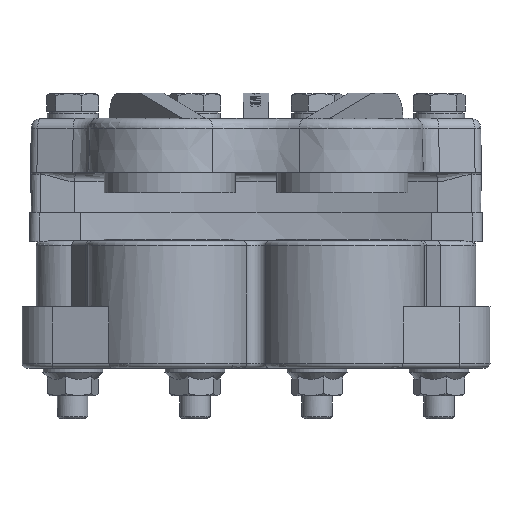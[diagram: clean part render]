
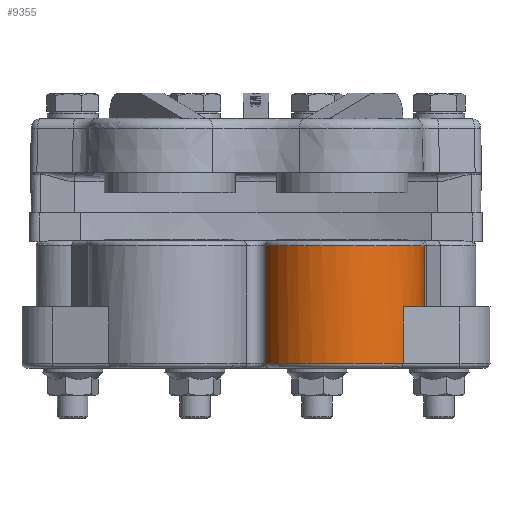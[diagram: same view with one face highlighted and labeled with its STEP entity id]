
A CAD part, front view. The second image highlights one B-rep face of the part: STEP entity #9355.
In plain terms, the highlighted cylindrical face has radius 25.4 mm (diameter 50.8 mm), a partial arc.
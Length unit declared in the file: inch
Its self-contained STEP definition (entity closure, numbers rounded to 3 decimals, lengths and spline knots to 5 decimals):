
#322 = DIRECTION ( 'NONE',  ( 0., 0., -1. ) ) ;
#2224 = DIRECTION ( 'NONE',  ( 0., 1., 0. ) ) ;
#4167 = LINE ( 'NONE', #17013, #25606 ) ;
#4275 = VERTEX_POINT ( 'NONE', #31475 ) ;
#6874 = CIRCLE ( 'NONE', #31028, 1. ) ;
#6933 = CARTESIAN_POINT ( 'NONE',  ( 1.43004, -2.51036, -0.81 ) ) ;
#7649 = EDGE_LOOP ( 'NONE', ( #41135, #11609, #36362, #27523, #28872, #28459 ) ) ;
#9202 = EDGE_CURVE ( 'NONE', #19063, #4275, #16860, .T. ) ;
#9355 = ADVANCED_FACE ( 'NONE', ( #25000 ), #15544, .T. ) ;
#9462 = EDGE_CURVE ( 'NONE', #37592, #4275, #37829, .T. ) ;
#10016 = CARTESIAN_POINT ( 'NONE',  ( 1.688, -1.84, -0.06 ) ) ;
#11053 = CARTESIAN_POINT ( 'NONE',  ( 0.688, -1.84, -0.81 ) ) ;
#11609 = ORIENTED_EDGE ( 'NONE', *, *, #19703, .T. ) ;
#13113 = EDGE_CURVE ( 'NONE', #36185, #19063, #23305, .T. ) ;
#14037 = DIRECTION ( 'NONE',  ( 0., 0., -1. ) ) ;
#14694 = CARTESIAN_POINT ( 'NONE',  ( -0.26111, -2.15495, -1.502 ) ) ;
#15544 = CYLINDRICAL_SURFACE ( 'NONE', #34977, 1. ) ;
#15768 = CARTESIAN_POINT ( 'NONE',  ( 0.688, -1.84, 0. ) ) ;
#16146 = DIRECTION ( 'NONE',  ( 0., 0., -1. ) ) ;
#16860 = CIRCLE ( 'NONE', #34314, 1. ) ;
#17013 = CARTESIAN_POINT ( 'NONE',  ( 1.688, -1.84, 0. ) ) ;
#17375 = VERTEX_POINT ( 'NONE', #30921 ) ;
#17563 = AXIS2_PLACEMENT_3D ( 'NONE', #11053, #33742, #2224 ) ;
#19063 = VERTEX_POINT ( 'NONE', #14694 ) ;
#19263 = DIRECTION ( 'NONE',  ( 0., 1., 0. ) ) ;
#19607 = DIRECTION ( 'NONE',  ( 0., 0., 1. ) ) ;
#19703 = EDGE_CURVE ( 'NONE', #40296, #36185, #6874, .T. ) ;
#20157 = CARTESIAN_POINT ( 'NONE',  ( -0.26111, -2.15495, 0. ) ) ;
#20922 = CIRCLE ( 'NONE', #17563, 1. ) ;
#21854 = CARTESIAN_POINT ( 'NONE',  ( 1.43004, -2.51036, 0. ) ) ;
#23305 = LINE ( 'NONE', #20157, #24791 ) ;
#24791 = VECTOR ( 'NONE', #32149, 39.37008 ) ;
#25000 = FACE_OUTER_BOUND ( 'NONE', #7649, .T. ) ;
#25396 = DIRECTION ( 'NONE',  ( 0., -1., 0. ) ) ;
#25606 = VECTOR ( 'NONE', #14037, 39.37008 ) ;
#25777 = CARTESIAN_POINT ( 'NONE',  ( 0.688, -1.84, -0.06 ) ) ;
#26916 = VECTOR ( 'NONE', #34664, 39.37008 ) ;
#27523 = ORIENTED_EDGE ( 'NONE', *, *, #9202, .T. ) ;
#28459 = ORIENTED_EDGE ( 'NONE', *, *, #30640, .F. ) ;
#28872 = ORIENTED_EDGE ( 'NONE', *, *, #9462, .F. ) ;
#29279 = DIRECTION ( 'NONE',  ( 0., 1., 0. ) ) ;
#29464 = CARTESIAN_POINT ( 'NONE',  ( 0.688, -1.84, -1.502 ) ) ;
#30117 = EDGE_CURVE ( 'NONE', #40296, #17375, #4167, .T. ) ;
#30640 = EDGE_CURVE ( 'NONE', #17375, #37592, #20922, .T. ) ;
#30921 = CARTESIAN_POINT ( 'NONE',  ( 1.688, -1.84, -0.81 ) ) ;
#31028 = AXIS2_PLACEMENT_3D ( 'NONE', #25777, #322, #19263 ) ;
#31475 = CARTESIAN_POINT ( 'NONE',  ( 1.43004, -2.51036, -1.502 ) ) ;
#32149 = DIRECTION ( 'NONE',  ( 0., 0., -1. ) ) ;
#33742 = DIRECTION ( 'NONE',  ( 0., 0., -1. ) ) ;
#34246 = CARTESIAN_POINT ( 'NONE',  ( -0.26111, -2.15495, -0.06 ) ) ;
#34314 = AXIS2_PLACEMENT_3D ( 'NONE', #29464, #19607, #29279 ) ;
#34664 = DIRECTION ( 'NONE',  ( 0., 0., -1. ) ) ;
#34977 = AXIS2_PLACEMENT_3D ( 'NONE', #15768, #16146, #25396 ) ;
#36185 = VERTEX_POINT ( 'NONE', #34246 ) ;
#36362 = ORIENTED_EDGE ( 'NONE', *, *, #13113, .T. ) ;
#37592 = VERTEX_POINT ( 'NONE', #6933 ) ;
#37829 = LINE ( 'NONE', #21854, #26916 ) ;
#40296 = VERTEX_POINT ( 'NONE', #10016 ) ;
#41135 = ORIENTED_EDGE ( 'NONE', *, *, #30117, .F. ) ;
